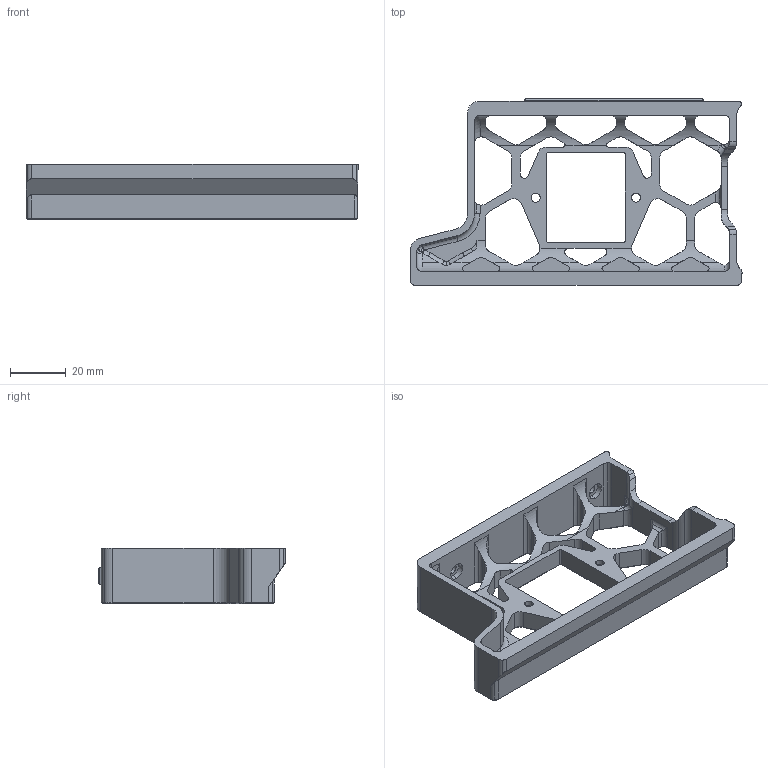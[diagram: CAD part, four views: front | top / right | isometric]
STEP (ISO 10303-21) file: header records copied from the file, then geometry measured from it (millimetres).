
FILE_DESCRIPTION (( 'STEP AP214' ), '1' );
FILE_NAME ('Side_Skirt_350_C14_Socket_a.STEP', '2023-01-15T22:57:39', ( '' ), ( '' ), 'SwSTEP 2.0', 'SolidWorks 2023', '' );
FILE_SCHEMA (( 'AUTOMOTIVE_DESIGN' ));
Length unit declared in the file: millimetre
Products named in the file (1): Side_Skirt_350_C14_Socket_a
Bounding box: 119 x 67 x 20 mm (x, y, z)
Volume: 37426.4 mm3; surface area: 23250.6 mm2
Topology: 1 solids, 1 shells, 480 faces, 1273 edges, 787 vertices
Faces by surface type: cylinder 181, plane 176, cone 101, bspline 14, torus 8
Entity records: 16214 total; most frequent: CARTESIAN_POINT 4559, ORIENTED_EDGE 2544, DIRECTION 2349, EDGE_CURVE 1272, AXIS2_PLACEMENT_3D 830, VERTEX_POINT 787, LINE 689, VECTOR 689
